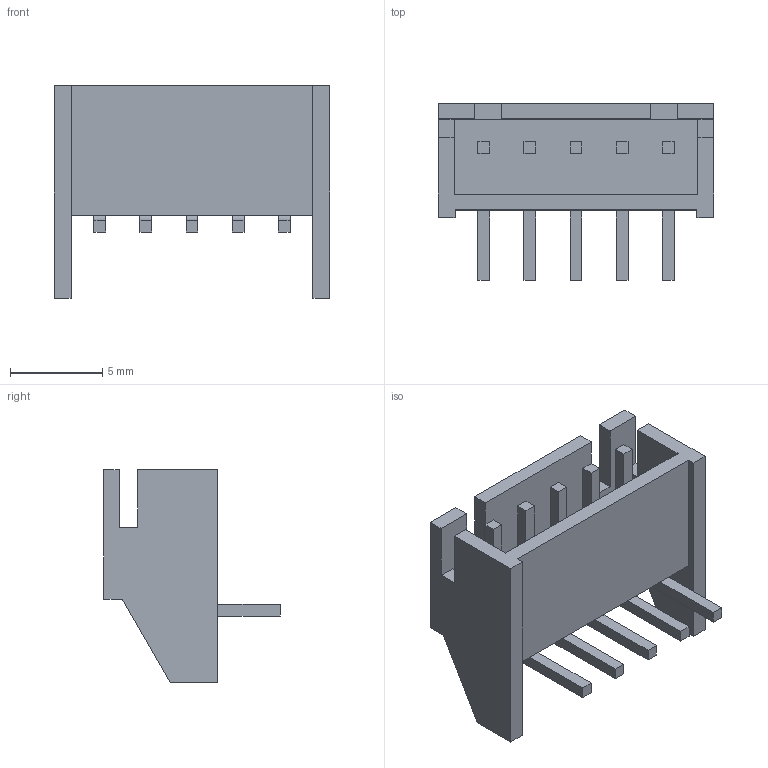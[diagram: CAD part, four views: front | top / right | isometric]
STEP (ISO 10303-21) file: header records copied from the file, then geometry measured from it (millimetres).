
FILE_DESCRIPTION (( 'STEP AP214' ), '1' );
FILE_NAME ('S5B-XH-A-1.STEP', '2010-06-21T03:37:21', ( '9g-mnaganawa' ), ( 'ｊｓｔ－ｏｅｃ' ), 'SwSTEP 2.0', 'SolidWorks 2005235', '' );
FILE_SCHEMA (( 'AUTOMOTIVE_DESIGN' ));
Length unit declared in the file: millimetre
Products named in the file (1): S5B-XH-A-1
Bounding box: 14.9 x 9.55 x 11.5 mm (x, y, z)
Volume: 391.8 mm3; surface area: 858.5 mm2
Topology: 1 solids, 1 shells, 92 faces, 240 edges, 160 vertices
Faces by surface type: plane 82, cylinder 10
Entity records: 3467 total; most frequent: CARTESIAN_POINT 493, ORIENTED_EDGE 480, DIRECTION 446, EDGE_CURVE 240, LINE 220, VECTOR 220, VERTEX_POINT 160, AXIS2_PLACEMENT_3D 113
